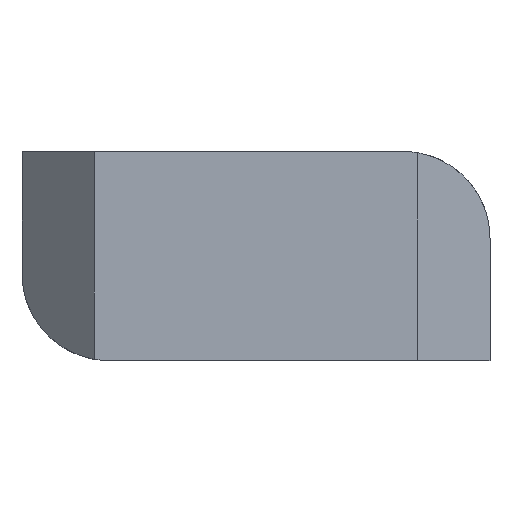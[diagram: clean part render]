
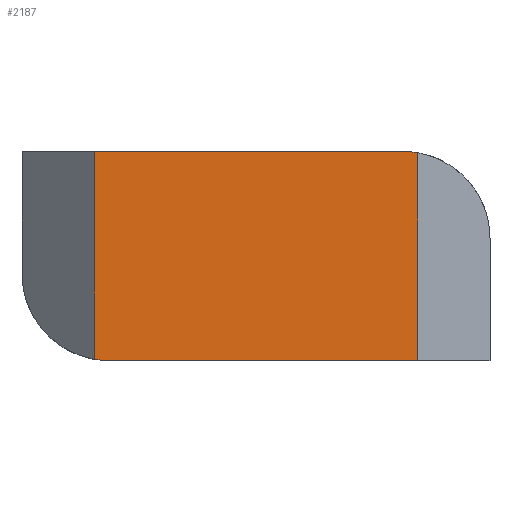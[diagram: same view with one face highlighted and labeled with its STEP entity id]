
A CAD part, front view. The second image highlights one B-rep face of the part: STEP entity #2187.
In plain terms, the highlighted planar face has unit normal (0, -1, 0).
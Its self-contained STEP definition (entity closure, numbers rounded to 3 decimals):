
#334 = FACE_OUTER_BOUND ( 'NONE', #4836, .T. ) ;
#521 = AXIS2_PLACEMENT_3D ( 'NONE', #6654, #6663, #6664 ) ;
#582 = AXIS2_PLACEMENT_3D ( 'NONE', #6018, #6019, #6020 ) ;
#583 = AXIS2_PLACEMENT_3D ( 'NONE', #6026, #6027, #6028 ) ;
#1860 = ORIENTED_EDGE ( 'NONE', *, *, #2271, .F. ) ;
#1861 = ORIENTED_EDGE ( 'NONE', *, *, #2269, .T. ) ;
#1862 = ORIENTED_EDGE ( 'NONE', *, *, #2267, .T. ) ;
#1863 = ORIENTED_EDGE ( 'NONE', *, *, #2270, .T. ) ;
#2187 = ADVANCED_FACE ( 'NONE', ( #334 ), #6661, .F. ) ;
#2267 = EDGE_CURVE ( 'NONE', #7298, #7297, #5320, .T. ) ;
#2269 = EDGE_CURVE ( 'NONE', #7297, #7299, #5325, .T. ) ;
#2270 = EDGE_CURVE ( 'NONE', #7299, #7301, #5327, .T. ) ;
#2271 = EDGE_CURVE ( 'NONE', #7296, #7301, #5328, .T. ) ;
#2272 = EDGE_CURVE ( 'NONE', #7296, #7303, #5324, .T. ) ;
#2273 = EDGE_CURVE ( 'NONE', #7298, #7303, #5332, .T. ) ;
#4836 = EDGE_LOOP ( 'NONE', ( #1862, #1861, #1863, #1860, #7495, #7496 ) ) ;
#5317 = VECTOR ( 'NONE', #6015, 1000. ) ;
#5320 = LINE ( 'NONE', #6013, #5317 ) ;
#5324 = CIRCLE ( 'NONE', #583, 3.5 ) ;
#5325 = CIRCLE ( 'NONE', #582, 3.5 ) ;
#5327 = LINE ( 'NONE', #6014, #5329 ) ;
#5328 = LINE ( 'NONE', #6021, #5331 ) ;
#5329 = VECTOR ( 'NONE', #6004, 1000. ) ;
#5331 = VECTOR ( 'NONE', #6023, 1000. ) ;
#5332 = LINE ( 'NONE', #6022, #5334 ) ;
#5334 = VECTOR ( 'NONE', #6017, 1000. ) ;
#5868 = CARTESIAN_POINT ( 'NONE',  ( 6.5, -5.6, 4.148 ) ) ;
#5869 = CARTESIAN_POINT ( 'NONE',  ( -6.5, -5.6, -4.148 ) ) ;
#5870 = CARTESIAN_POINT ( 'NONE',  ( -6.5, -5.6, 4.2 ) ) ;
#5871 = CARTESIAN_POINT ( 'NONE',  ( -5.9, -5.6, -4.2 ) ) ;
#5873 = CARTESIAN_POINT ( 'NONE',  ( 6.5, -5.6, -4.2 ) ) ;
#5875 = CARTESIAN_POINT ( 'NONE',  ( 5.9, -5.6, 4.2 ) ) ;
#6004 = DIRECTION ( 'NONE',  ( 1., 0., 0. ) ) ;
#6013 = CARTESIAN_POINT ( 'NONE',  ( -6.5, -5.6, 4.2 ) ) ;
#6014 = CARTESIAN_POINT ( 'NONE',  ( 6.5, -5.6, -4.2 ) ) ;
#6015 = DIRECTION ( 'NONE',  ( 0., 0., -1. ) ) ;
#6017 = DIRECTION ( 'NONE',  ( 1., 0., 0. ) ) ;
#6018 = CARTESIAN_POINT ( 'NONE',  ( -5.9, -5.6, -0.7 ) ) ;
#6019 = DIRECTION ( 'NONE',  ( 0., -1., 0. ) ) ;
#6020 = DIRECTION ( 'NONE',  ( 0., 0., 1. ) ) ;
#6021 = CARTESIAN_POINT ( 'NONE',  ( 6.5, -5.6, 4.2 ) ) ;
#6022 = CARTESIAN_POINT ( 'NONE',  ( 6.5, -5.6, 4.2 ) ) ;
#6023 = DIRECTION ( 'NONE',  ( 0., 0., -1. ) ) ;
#6026 = CARTESIAN_POINT ( 'NONE',  ( 5.9, -5.6, 0.7 ) ) ;
#6027 = DIRECTION ( 'NONE',  ( 0., -1., 0. ) ) ;
#6028 = DIRECTION ( 'NONE',  ( 0., 0., 1. ) ) ;
#6654 = CARTESIAN_POINT ( 'NONE',  ( 6.5, -5.6, 4.2 ) ) ;
#6661 = PLANE ( 'NONE',  #521 ) ;
#6663 = DIRECTION ( 'NONE',  ( 0., 1., 0. ) ) ;
#6664 = DIRECTION ( 'NONE',  ( 0., 0., 1. ) ) ;
#7296 = VERTEX_POINT ( 'NONE', #5868 ) ;
#7297 = VERTEX_POINT ( 'NONE', #5869 ) ;
#7298 = VERTEX_POINT ( 'NONE', #5870 ) ;
#7299 = VERTEX_POINT ( 'NONE', #5871 ) ;
#7301 = VERTEX_POINT ( 'NONE', #5873 ) ;
#7303 = VERTEX_POINT ( 'NONE', #5875 ) ;
#7495 = ORIENTED_EDGE ( 'NONE', *, *, #2272, .T. ) ;
#7496 = ORIENTED_EDGE ( 'NONE', *, *, #2273, .F. ) ;
